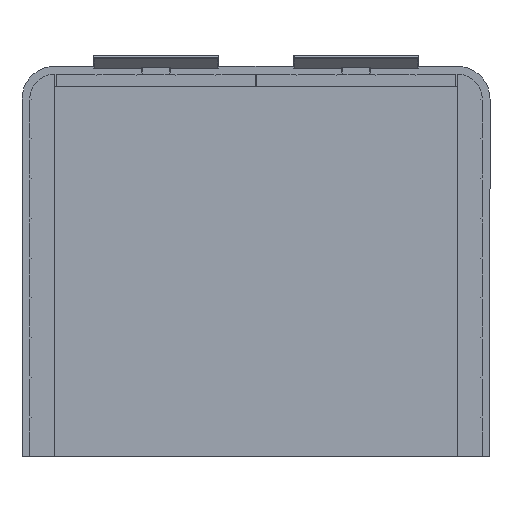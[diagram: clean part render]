
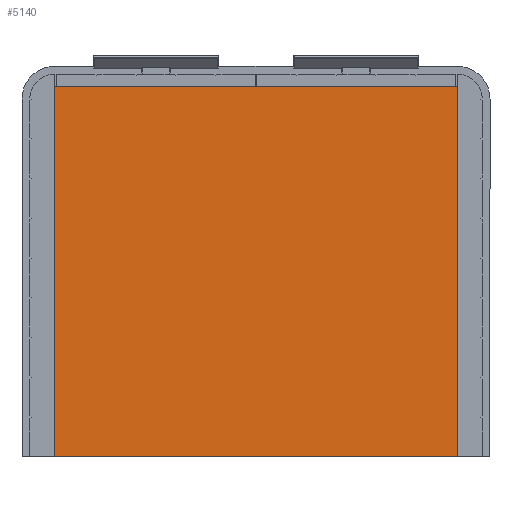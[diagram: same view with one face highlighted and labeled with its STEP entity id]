
A CAD part, front view. The second image highlights one B-rep face of the part: STEP entity #5140.
In plain terms, the highlighted planar face has unit normal (0, -1, 0).
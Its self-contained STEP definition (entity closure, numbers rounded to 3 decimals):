
#12 = LINE ( 'NONE', #4251, #327 ) ;
#327 = VECTOR ( 'NONE', #1522, 1000. ) ;
#341 = DIRECTION ( 'NONE',  ( 0., 0., -1. ) ) ;
#882 = PLANE ( 'NONE',  #4983 ) ;
#1149 = ORIENTED_EDGE ( 'NONE', *, *, #2184, .F. ) ;
#1183 = CARTESIAN_POINT ( 'NONE',  ( 258., 0., 0. ) ) ;
#1202 = DIRECTION ( 'NONE',  ( -1., 0., 0. ) ) ;
#1334 = EDGE_LOOP ( 'NONE', ( #2667, #3309, #4562, #1149 ) ) ;
#1522 = DIRECTION ( 'NONE',  ( -1., 0., 0. ) ) ;
#1673 = DIRECTION ( 'NONE',  ( 1., 0., 0. ) ) ;
#1758 = VERTEX_POINT ( 'NONE', #1940 ) ;
#1801 = LINE ( 'NONE', #1183, #2047 ) ;
#1808 = EDGE_CURVE ( 'NONE', #3009, #4294, #4299, .T. ) ;
#1886 = FACE_OUTER_BOUND ( 'NONE', #1334, .T. ) ;
#1940 = CARTESIAN_POINT ( 'NONE',  ( 258., 0., 0. ) ) ;
#1983 = DIRECTION ( 'NONE',  ( 0., 0., -1. ) ) ;
#2047 = VECTOR ( 'NONE', #1202, 1000. ) ;
#2184 = EDGE_CURVE ( 'NONE', #1758, #4294, #1801, .T. ) ;
#2258 = CARTESIAN_POINT ( 'NONE',  ( 258., 0., 474. ) ) ;
#2623 = VECTOR ( 'NONE', #1983, 1000. ) ;
#2667 = ORIENTED_EDGE ( 'NONE', *, *, #3679, .F. ) ;
#2794 = CARTESIAN_POINT ( 'NONE',  ( -258., 0., 1114.824 ) ) ;
#3009 = VERTEX_POINT ( 'NONE', #4653 ) ;
#3046 = VERTEX_POINT ( 'NONE', #2258 ) ;
#3309 = ORIENTED_EDGE ( 'NONE', *, *, #4927, .T. ) ;
#3590 = LINE ( 'NONE', #4707, #4713 ) ;
#3659 = DIRECTION ( 'NONE',  ( 0., -1., 0. ) ) ;
#3679 = EDGE_CURVE ( 'NONE', #3046, #1758, #3590, .T. ) ;
#4251 = CARTESIAN_POINT ( 'NONE',  ( 258., 0., 474. ) ) ;
#4294 = VERTEX_POINT ( 'NONE', #5126 ) ;
#4299 = LINE ( 'NONE', #2794, #2623 ) ;
#4562 = ORIENTED_EDGE ( 'NONE', *, *, #1808, .T. ) ;
#4653 = CARTESIAN_POINT ( 'NONE',  ( -258., 0., 474. ) ) ;
#4707 = CARTESIAN_POINT ( 'NONE',  ( 258., 0., 1114.824 ) ) ;
#4713 = VECTOR ( 'NONE', #341, 1000. ) ;
#4885 = CARTESIAN_POINT ( 'NONE',  ( 258., 0., 1114.824 ) ) ;
#4927 = EDGE_CURVE ( 'NONE', #3046, #3009, #12, .T. ) ;
#4983 = AXIS2_PLACEMENT_3D ( 'NONE', #4885, #3659, #1673 ) ;
#5126 = CARTESIAN_POINT ( 'NONE',  ( -258., 0., 0. ) ) ;
#5140 = ADVANCED_FACE ( 'NONE', ( #1886 ), #882, .T. ) ;
